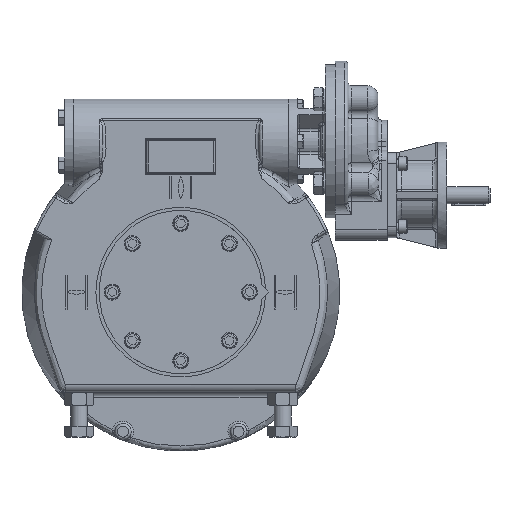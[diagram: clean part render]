
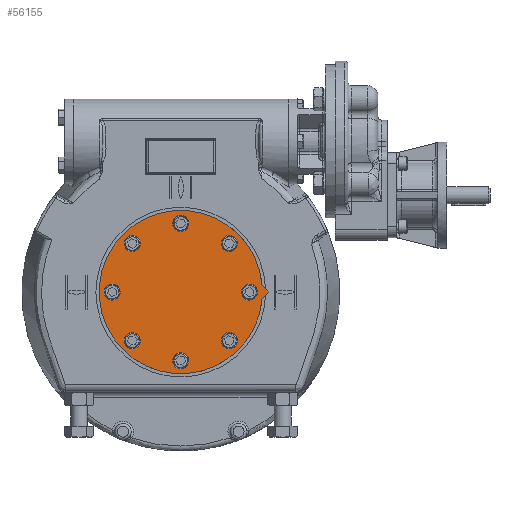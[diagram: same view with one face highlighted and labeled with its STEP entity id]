
A CAD part, top view. The second image highlights one B-rep face of the part: STEP entity #56155.
In plain terms, the highlighted planar face has unit normal (0, 0, 1).
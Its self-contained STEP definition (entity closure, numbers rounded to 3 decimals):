
#1913=CIRCLE('',#59391,6.5);
#1915=CIRCLE('',#59394,6.5);
#1917=CIRCLE('',#59397,6.5);
#1919=CIRCLE('',#59400,6.5);
#1921=CIRCLE('',#59403,6.5);
#1923=CIRCLE('',#59406,6.5);
#1925=CIRCLE('',#59409,6.5);
#1927=CIRCLE('',#59412,96.25);
#1930=CIRCLE('',#59419,6.5);
#6471=ORIENTED_EDGE('',*,*,#18062,.F.);
#6472=ORIENTED_EDGE('',*,*,#18064,.F.);
#6473=ORIENTED_EDGE('',*,*,#18066,.F.);
#6474=ORIENTED_EDGE('',*,*,#18068,.F.);
#6475=ORIENTED_EDGE('',*,*,#18070,.F.);
#6476=ORIENTED_EDGE('',*,*,#18072,.F.);
#6477=ORIENTED_EDGE('',*,*,#18074,.F.);
#6478=ORIENTED_EDGE('',*,*,#18086,.F.);
#6479=ORIENTED_EDGE('',*,*,#18076,.F.);
#6480=ORIENTED_EDGE('',*,*,#18083,.F.);
#6481=ORIENTED_EDGE('',*,*,#18080,.F.);
#18062=EDGE_CURVE('',#24013,#24013,#1913,.T.);
#18064=EDGE_CURVE('',#24015,#24015,#1915,.T.);
#18066=EDGE_CURVE('',#24017,#24017,#1917,.T.);
#18068=EDGE_CURVE('',#24019,#24019,#1919,.T.);
#18070=EDGE_CURVE('',#24021,#24021,#1921,.T.);
#18072=EDGE_CURVE('',#24023,#24023,#1923,.T.);
#18074=EDGE_CURVE('',#24025,#24025,#1925,.T.);
#18076=EDGE_CURVE('',#24027,#24028,#1927,.T.);
#18080=EDGE_CURVE('',#24028,#24031,#27977,.T.);
#18083=EDGE_CURVE('',#24031,#24027,#27980,.T.);
#18086=EDGE_CURVE('',#24034,#24034,#1930,.T.);
#24013=VERTEX_POINT('',#77283);
#24015=VERTEX_POINT('',#77288);
#24017=VERTEX_POINT('',#77293);
#24019=VERTEX_POINT('',#77298);
#24021=VERTEX_POINT('',#77303);
#24023=VERTEX_POINT('',#77308);
#24025=VERTEX_POINT('',#77313);
#24027=VERTEX_POINT('',#77318);
#24028=VERTEX_POINT('',#77319);
#24031=VERTEX_POINT('',#77327);
#24034=VERTEX_POINT('',#77339);
#27977=LINE('',#77326,#30769);
#27980=LINE('',#77332,#30772);
#30769=VECTOR('',#64894,1000.);
#30772=VECTOR('',#64899,1000.);
#33811=EDGE_LOOP('',(#6471));
#33812=EDGE_LOOP('',(#6472));
#33813=EDGE_LOOP('',(#6473));
#33814=EDGE_LOOP('',(#6474));
#33815=EDGE_LOOP('',(#6475));
#33816=EDGE_LOOP('',(#6476));
#33817=EDGE_LOOP('',(#6477));
#33818=EDGE_LOOP('',(#6478));
#33819=EDGE_LOOP('',(#6479,#6480,#6481));
#37502=FACE_BOUND('',#33811,.T.);
#37503=FACE_BOUND('',#33812,.T.);
#37504=FACE_BOUND('',#33813,.T.);
#37505=FACE_BOUND('',#33814,.T.);
#37506=FACE_BOUND('',#33815,.T.);
#37507=FACE_BOUND('',#33816,.T.);
#37508=FACE_BOUND('',#33817,.T.);
#37509=FACE_BOUND('',#33818,.T.);
#37510=FACE_BOUND('',#33819,.T.);
#40888=PLANE('',#59418);
#56155=ADVANCED_FACE('',(#37502,#37503,#37504,#37505,#37506,#37507,#37508,
#37509,#37510),#40888,.F.);
#59391=AXIS2_PLACEMENT_3D('',#77282,#64844,#64845);
#59394=AXIS2_PLACEMENT_3D('',#77287,#64850,#64851);
#59397=AXIS2_PLACEMENT_3D('',#77292,#64856,#64857);
#59400=AXIS2_PLACEMENT_3D('',#77297,#64862,#64863);
#59403=AXIS2_PLACEMENT_3D('',#77302,#64868,#64869);
#59406=AXIS2_PLACEMENT_3D('',#77307,#64874,#64875);
#59409=AXIS2_PLACEMENT_3D('',#77312,#64880,#64881);
#59412=AXIS2_PLACEMENT_3D('',#77317,#64886,#64887);
#59418=AXIS2_PLACEMENT_3D('',#77337,#64905,#64906);
#59419=AXIS2_PLACEMENT_3D('',#77338,#64907,#64908);
#64844=DIRECTION('',(0.,0.,1.));
#64845=DIRECTION('',(-0.707,0.707,0.));
#64850=DIRECTION('',(0.,0.,1.));
#64851=DIRECTION('',(0.,1.,0.));
#64856=DIRECTION('',(0.,0.,1.));
#64857=DIRECTION('',(0.707,0.707,0.));
#64862=DIRECTION('',(0.,0.,1.));
#64863=DIRECTION('',(1.,0.,0.));
#64868=DIRECTION('',(0.,0.,1.));
#64869=DIRECTION('',(0.707,-0.707,0.));
#64874=DIRECTION('',(0.,0.,1.));
#64875=DIRECTION('',(0.,-1.,0.));
#64880=DIRECTION('',(0.,0.,1.));
#64881=DIRECTION('',(-0.707,-0.707,0.));
#64886=DIRECTION('',(0.,0.,-1.));
#64887=DIRECTION('',(1.,0.,0.));
#64894=DIRECTION('',(0.707,-0.707,0.));
#64899=DIRECTION('',(-0.707,-0.707,0.));
#64905=DIRECTION('',(0.,0.,-1.));
#64906=DIRECTION('',(1.,0.,0.));
#64907=DIRECTION('',(0.,0.,1.));
#64908=DIRECTION('',(-1.,0.,0.));
#77282=CARTESIAN_POINT('',(-57.276,-57.276,97.5));
#77283=CARTESIAN_POINT('',(-61.872,-52.679,97.5));
#77287=CARTESIAN_POINT('',(-81.,0.,97.5));
#77288=CARTESIAN_POINT('',(-81.,6.5,97.5));
#77292=CARTESIAN_POINT('',(-57.276,57.276,97.5));
#77293=CARTESIAN_POINT('',(-52.679,61.872,97.5));
#77297=CARTESIAN_POINT('',(0.,81.,97.5));
#77298=CARTESIAN_POINT('',(6.5,81.,97.5));
#77302=CARTESIAN_POINT('',(57.276,57.276,97.5));
#77303=CARTESIAN_POINT('',(61.872,52.679,97.5));
#77307=CARTESIAN_POINT('',(81.,0.,97.5));
#77308=CARTESIAN_POINT('',(81.,-6.5,97.5));
#77312=CARTESIAN_POINT('',(57.276,-57.276,97.5));
#77313=CARTESIAN_POINT('',(52.679,-61.872,97.5));
#77317=CARTESIAN_POINT('',(0.,0.,97.5));
#77318=CARTESIAN_POINT('',(95.932,-7.818,97.5));
#77319=CARTESIAN_POINT('',(95.932,7.818,97.5));
#77326=CARTESIAN_POINT('',(95.932,7.818,97.5));
#77327=CARTESIAN_POINT('',(103.75,0.,97.5));
#77332=CARTESIAN_POINT('',(103.75,0.,97.5));
#77337=CARTESIAN_POINT('',(0.,0.,97.5));
#77338=CARTESIAN_POINT('',(0.,-81.,97.5));
#77339=CARTESIAN_POINT('',(-6.5,-81.,97.5));
